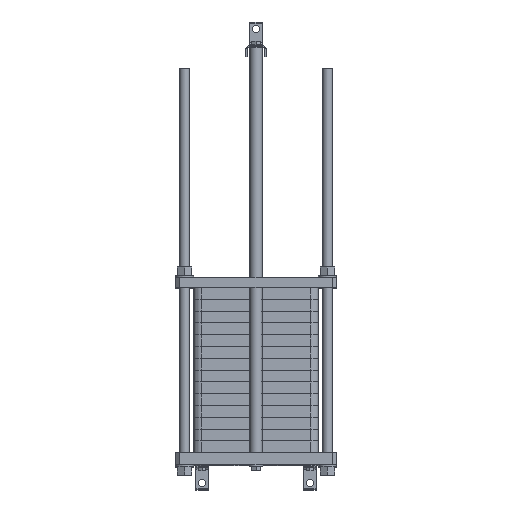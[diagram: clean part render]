
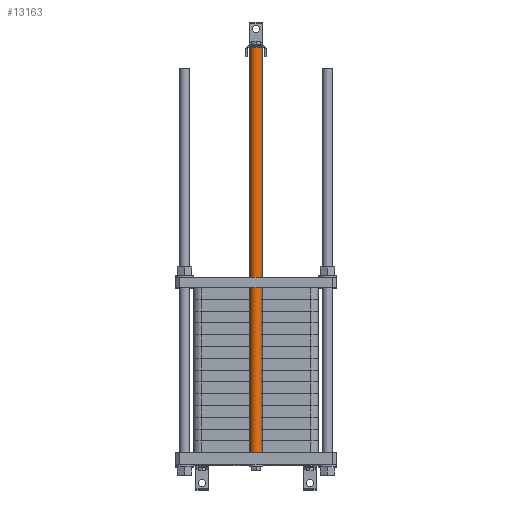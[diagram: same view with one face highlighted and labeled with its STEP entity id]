
A CAD part, top view. The second image highlights one B-rep face of the part: STEP entity #13163.
In plain terms, the highlighted cylindrical face has radius 15 mm (diameter 30 mm), a full revolution.
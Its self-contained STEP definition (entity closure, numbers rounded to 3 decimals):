
#5290=FACE_BOUND('',#6326,.T.);
#5525=CYLINDRICAL_SURFACE('',#13771,15.);
#5755=FACE_OUTER_BOUND('',#6325,.T.);
#6325=EDGE_LOOP('',(#10460));
#6326=EDGE_LOOP('',(#10461));
#7041=CIRCLE('',#13696,15.);
#7069=CIRCLE('',#13772,15.);
#7983=VERTEX_POINT('',#19675);
#8059=VERTEX_POINT('',#19916);
#8897=EDGE_CURVE('',#7983,#7983,#7041,.T.);
#9014=EDGE_CURVE('',#8059,#8059,#7069,.T.);
#10460=ORIENTED_EDGE('',*,*,#9014,.F.);
#10461=ORIENTED_EDGE('',*,*,#8897,.T.);
#13163=ADVANCED_FACE('',(#5755,#5290),#5525,.T.);
#13696=AXIS2_PLACEMENT_3D('',#19676,#15238,#15239);
#13771=AXIS2_PLACEMENT_3D('',#19915,#15477,#15478);
#13772=AXIS2_PLACEMENT_3D('',#19917,#15479,#15480);
#15238=DIRECTION('center_axis',(0.,-1.,0.));
#15239=DIRECTION('ref_axis',(-1.,0.,0.));
#15477=DIRECTION('center_axis',(0.,1.,0.));
#15478=DIRECTION('ref_axis',(-1.,0.,0.));
#15479=DIRECTION('center_axis',(0.,-1.,0.));
#15480=DIRECTION('ref_axis',(-1.,0.,0.));
#19675=CARTESIAN_POINT('',(15.,997.,885.5));
#19676=CARTESIAN_POINT('Origin',(0.,997.,885.5));
#19915=CARTESIAN_POINT('Origin',(0.,0.,
885.5));
#19916=CARTESIAN_POINT('',(15.,0.,885.5));
#19917=CARTESIAN_POINT('Origin',(0.,0.,
885.5));
